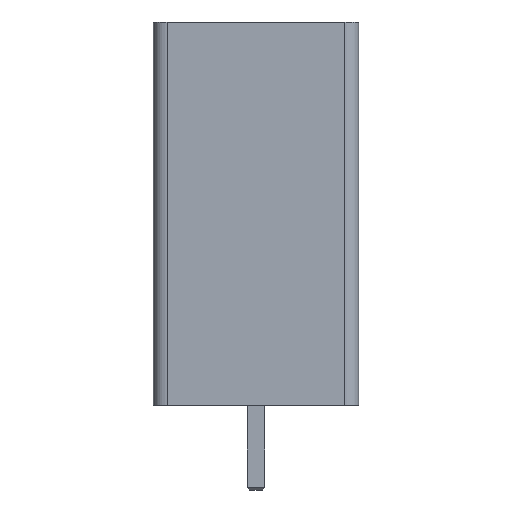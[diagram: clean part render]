
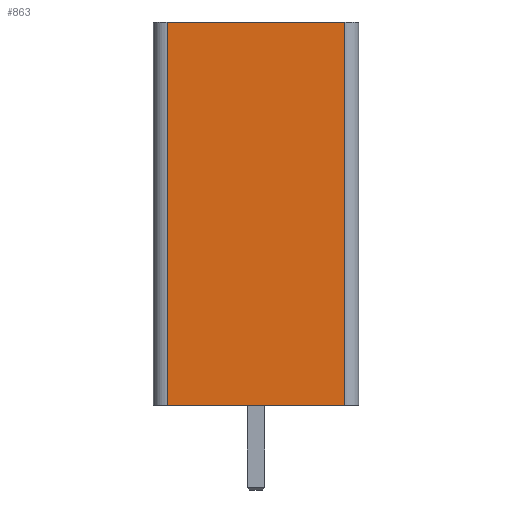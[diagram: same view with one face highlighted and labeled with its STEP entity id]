
A CAD part, left-side view. The second image highlights one B-rep face of the part: STEP entity #863.
In plain terms, the highlighted planar face has unit normal (-1, 0, 0).
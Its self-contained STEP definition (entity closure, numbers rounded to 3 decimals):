
#13=DIRECTION('',(0.,0.,1.));
#30=DIRECTION('',(1.,0.,0.));
#32=PLANE('',#33);
#33=AXIS2_PLACEMENT_3D('',#34,#13,#30);
#34=CARTESIAN_POINT('',(-2.7,-3.75,14.));
#38=VECTOR('',#39,1.);
#39=DIRECTION('',(1.,0.));
#40=( GEOMETRIC_REPRESENTATION_CONTEXT(2) PARAMETRIC_REPRESENTATION_CONTEXT() REPRESENTATION_CONTEXT('2D SPACE','') );
#45=DIRECTION('',(0.,1.,0.));
#48=CARTESIAN_POINT('',(14.,0.));
#49=VECTOR('',#50,1.);
#50=DIRECTION('',(0.,1.));
#53=VERTEX_POINT('',#54);
#54=CARTESIAN_POINT('',(-2.7,3.25,14.));
#66=DIRECTION('',(0.,-1.));
#68=CYLINDRICAL_SURFACE('',#69,0.5);
#69=AXIS2_PLACEMENT_3D('',#70,#13,#45);
#70=CARTESIAN_POINT('',(-2.2,3.25,0.));
#74=ORIENTED_EDGE('',*,*,#75,.F.);
#75=EDGE_CURVE('',#76,#53,#78,.T.);
#76=VERTEX_POINT('',#77);
#77=CARTESIAN_POINT('',(-2.7,-3.25,14.));
#78=SURFACE_CURVE('',#79,(#81,#85),.PCURVE_S1.);
#79=LINE('',#34,#80);
#80=VECTOR('',#45,1.);
#81=PCURVE('',#32,#82);
#82=DEFINITIONAL_REPRESENTATION('',(#83),#40);
#83=LINE('',#84,#49);
#84=CARTESIAN_POINT('',(0.,0.));
#85=PCURVE('',#86,#89);
#86=PLANE('',#87);
#87=AXIS2_PLACEMENT_3D('',#88,#30,#13);
#88=CARTESIAN_POINT('',(-2.7,-3.75,0.));
#89=DEFINITIONAL_REPRESENTATION('',(#90),#40);
#90=LINE('',#48,#91);
#91=VECTOR('',#66,1.);
#106=CYLINDRICAL_SURFACE('',#107,0.5);
#107=AXIS2_PLACEMENT_3D('',#108,#13,#109);
#108=CARTESIAN_POINT('',(-2.2,-3.25,0.));
#109=DIRECTION('',(-1.,0.,0.));
#306=PLANE('',#307);
#307=AXIS2_PLACEMENT_3D('',#88,#13,#30);
#312=VECTOR('',#13,1.);
#453=DEFINITIONAL_REPRESENTATION('',(#454),#40);
#454=LINE('',#455,#38);
#455=CARTESIAN_POINT('',(0.,-7.));
#467=DEFINITIONAL_REPRESENTATION('',(#468),#40);
#468=LINE('',#469,#38);
#469=CARTESIAN_POINT('',(0.,-0.5));
#471=DEFINITIONAL_REPRESENTATION('',(#472),#40);
#472=LINE('',#473,#49);
#473=CARTESIAN_POINT('',(1.571,0.));
#479=DEFINITIONAL_REPRESENTATION('',(#480),#40);
#480=LINE('',#84,#91);
#846=VERTEX_POINT('',#847);
#847=CARTESIAN_POINT('',(-2.7,-3.25,0.));
#857=ORIENTED_EDGE('',*,*,#858,.F.);
#858=EDGE_CURVE('',#846,#76,#859,.T.);
#859=SURFACE_CURVE('',#860,(#861,#862),.PCURVE_S1.);
#860=LINE('',#847,#312);
#861=PCURVE('',#106,#82);
#862=PCURVE('',#86,#467);
#863=ADVANCED_FACE('',(#864),#86,.F.);
#864=FACE_BOUND('',#865,.F.);
#865=EDGE_LOOP('',(#74,#857,#866,#874));
#866=ORIENTED_EDGE('',*,*,#867,.T.);
#867=EDGE_CURVE('',#846,#868,#870,.T.);
#868=VERTEX_POINT('',#869);
#869=CARTESIAN_POINT('',(-2.7,3.25,0.));
#870=SURFACE_CURVE('',#871,(#872,#873),.PCURVE_S1.);
#871=LINE('',#88,#80);
#872=PCURVE('',#86,#479);
#873=PCURVE('',#306,#82);
#874=ORIENTED_EDGE('',*,*,#875,.T.);
#875=EDGE_CURVE('',#868,#53,#876,.T.);
#876=SURFACE_CURVE('',#877,(#878,#879),.PCURVE_S1.);
#877=LINE('',#869,#312);
#878=PCURVE('',#86,#453);
#879=PCURVE('',#68,#471);
